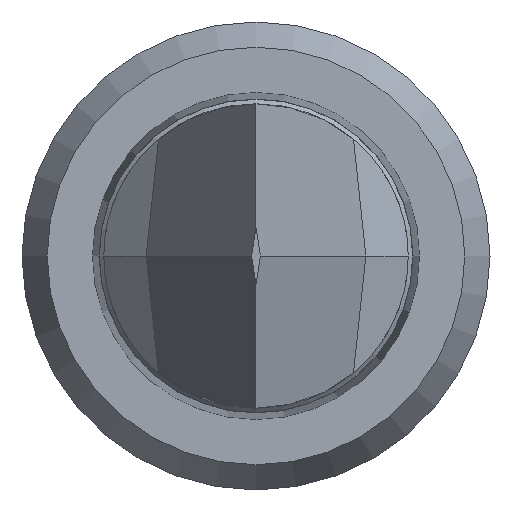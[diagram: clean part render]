
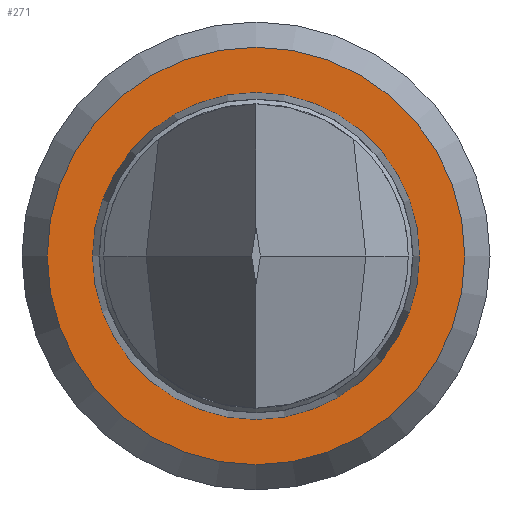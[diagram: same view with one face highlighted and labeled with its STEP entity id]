
A CAD part, left-side view. The second image highlights one B-rep face of the part: STEP entity #271.
In plain terms, the highlighted planar face has unit normal (-1, 0, 0).
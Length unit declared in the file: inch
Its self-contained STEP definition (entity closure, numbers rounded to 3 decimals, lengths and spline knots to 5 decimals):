
#8 = ORIENTED_EDGE ( 'NONE', *, *, #528, .T. ) ;
#15 = CARTESIAN_POINT ( 'NONE',  ( -0.0565, 0., 0. ) ) ;
#20 = AXIS2_PLACEMENT_3D ( 'NONE', #182, #249, #60 ) ;
#60 = DIRECTION ( 'NONE',  ( 0., -1., 0. ) ) ;
#149 = CARTESIAN_POINT ( 'NONE',  ( -0.0565, 0., 0. ) ) ;
#182 = CARTESIAN_POINT ( 'NONE',  ( -0.0565, 0.024, 0. ) ) ;
#238 = CIRCLE ( 'NONE', #710, 0.024 ) ;
#249 = DIRECTION ( 'NONE',  ( -1., 0., 0. ) ) ;
#270 = FACE_OUTER_BOUND ( 'NONE', #597, .T. ) ;
#271 = ADVANCED_FACE ( 'NONE', ( #408, #270 ), #379, .T. ) ;
#276 = AXIS2_PLACEMENT_3D ( 'NONE', #149, #592, #589 ) ;
#318 = EDGE_CURVE ( 'NONE', #433, #433, #238, .T. ) ;
#379 = PLANE ( 'NONE',  #20 ) ;
#408 = FACE_BOUND ( 'NONE', #743, .T. ) ;
#415 = CIRCLE ( 'NONE', #276, 0.01879 ) ;
#433 = VERTEX_POINT ( 'NONE', #790 ) ;
#437 = ORIENTED_EDGE ( 'NONE', *, *, #318, .F. ) ;
#459 = DIRECTION ( 'NONE',  ( 1., 0., 0. ) ) ;
#528 = EDGE_CURVE ( 'NONE', #581, #581, #415, .T. ) ;
#581 = VERTEX_POINT ( 'NONE', #742 ) ;
#589 = DIRECTION ( 'NONE',  ( 0., -1., 0. ) ) ;
#592 = DIRECTION ( 'NONE',  ( 1., 0., 0. ) ) ;
#597 = EDGE_LOOP ( 'NONE', ( #437 ) ) ;
#710 = AXIS2_PLACEMENT_3D ( 'NONE', #15, #459, #716 ) ;
#716 = DIRECTION ( 'NONE',  ( 0., 1., 0. ) ) ;
#742 = CARTESIAN_POINT ( 'NONE',  ( -0.0565, -0.01879, 0. ) ) ;
#743 = EDGE_LOOP ( 'NONE', ( #8 ) ) ;
#790 = CARTESIAN_POINT ( 'NONE',  ( -0.0565, 0.024, 0. ) ) ;
